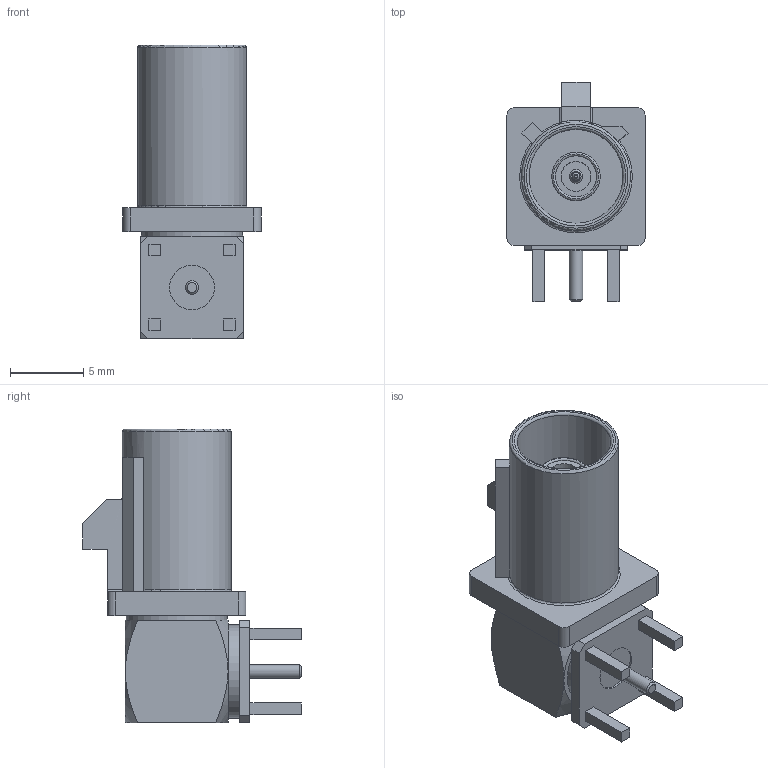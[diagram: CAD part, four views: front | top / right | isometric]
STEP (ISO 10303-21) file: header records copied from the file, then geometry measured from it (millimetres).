
FILE_DESCRIPTION (( 'STEP AP203' ), '1' );
FILE_NAME ('PE44651A_3D.step', '2021-03-08T22:02:59', ( '' ), ( '' ), 'SwSTEP 2.0', 'SolidWorks 2020', '' );
FILE_SCHEMA (( 'CONFIG_CONTROL_DESIGN' ));
Length unit declared in the file: inch
Products named in the file (1): PE44651A_3D
Bounding box: 9.4 x 14.9 x 20.02 mm (x, y, z)
Volume: 868.3 mm3; surface area: 1130.7 mm2
Topology: 1 solids, 1 shells, 108 faces, 252 edges, 162 vertices
Faces by surface type: plane 66, cylinder 18, cone 12, torus 8, bspline 2, sphere 2
Full cylindrical faces by diameter (mm): 0.533 x1, 0.914 x1, 0.94 x1, 2.032 x1, 3.048 x1, 3.302 x1, 6.35 x1, 6.401 x1, 6.883 x1, 7.417 x1
Entity records: 3113 total; most frequent: CARTESIAN_POINT 684, DIRECTION 478, ORIENTED_EDGE 454, EDGE_CURVE 227, AXIS2_PLACEMENT_3D 170, VERTEX_POINT 155, EDGE_LOOP 142, VECTOR 138
